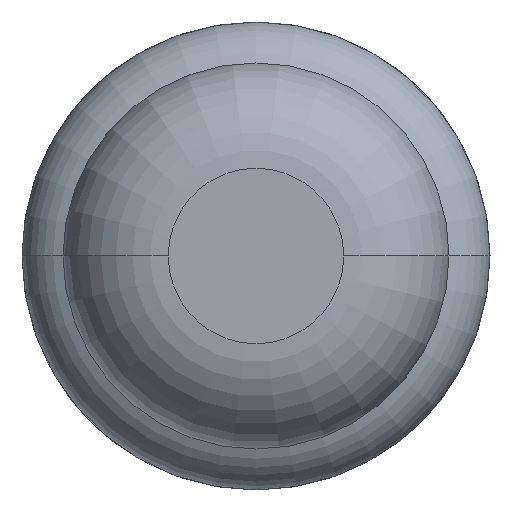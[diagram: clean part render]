
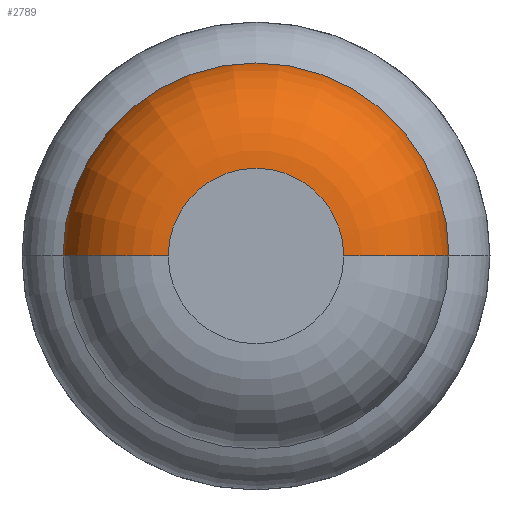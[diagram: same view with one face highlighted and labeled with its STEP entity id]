
A CAD part, front view. The second image highlights one B-rep face of the part: STEP entity #2789.
In plain terms, the highlighted toroidal (fillet/blend) face has major radius 0.375 mm and minor radius 0.45 mm.
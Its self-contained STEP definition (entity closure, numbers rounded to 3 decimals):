
#150 = AXIS2_PLACEMENT_3D ( 'NONE', #2748, #3158, #306 ) ;
#291 = VERTEX_POINT ( 'NONE', #2543 ) ;
#306 = DIRECTION ( 'NONE',  ( 1., 0., 0. ) ) ;
#423 = DIRECTION ( 'NONE',  ( 0., 0., -1. ) ) ;
#451 = AXIS2_PLACEMENT_3D ( 'NONE', #3752, #423, #4520 ) ;
#570 = EDGE_CURVE ( 'NONE', #2777, #4167, #4814, .T. ) ;
#804 = CARTESIAN_POINT ( 'NONE',  ( -0.375, -31.55, 0. ) ) ;
#1199 = ORIENTED_EDGE ( 'NONE', *, *, #2075, .T. ) ;
#1367 = EDGE_CURVE ( 'Defeature ausgef�hrt1_74+Defeature ausgef�hrt1_75+Defeature ausgef�hrt1_75+Defeature ausgef�hrt1_75', #2777, #291, #3417, .T. ) ;
#1494 = CARTESIAN_POINT ( 'NONE',  ( 0.825, -31.55, 0. ) ) ;
#1504 = CARTESIAN_POINT ( 'NONE',  ( 0., -32., 0. ) ) ;
#1539 = ORIENTED_EDGE ( 'NONE', *, *, #1367, .T. ) ;
#1669 = DIRECTION ( 'NONE',  ( 0., -1., 0. ) ) ;
#1732 = AXIS2_PLACEMENT_3D ( 'NONE', #1504, #4845, #4860 ) ;
#1903 = AXIS2_PLACEMENT_3D ( 'NONE', #4235, #1669, #4204 ) ;
#2075 = EDGE_CURVE ( 'NONE', #291, #4629, #2896, .T. ) ;
#2543 = CARTESIAN_POINT ( 'NONE',  ( -0.825, -31.55, 0. ) ) ;
#2549 = ORIENTED_EDGE ( 'NONE', *, *, #570, .F. ) ;
#2748 = CARTESIAN_POINT ( 'NONE',  ( 0., -31.55, 0. ) ) ;
#2777 = VERTEX_POINT ( 'NONE', #1494 ) ;
#2782 = ORIENTED_EDGE ( 'NONE', *, *, #4600, .F. ) ;
#2789 = ADVANCED_FACE ( 'Defeature ausgef�hrt1_74', ( #4484 ), #3372, .T. ) ;
#2896 = CIRCLE ( 'NONE', #5013, 0.45 ) ;
#3118 = CIRCLE ( 'NONE', #1732, 0.375 ) ;
#3158 = DIRECTION ( 'NONE',  ( 0., -1., 0. ) ) ;
#3198 = CARTESIAN_POINT ( 'NONE',  ( -0.375, -32., 0. ) ) ;
#3372 = TOROIDAL_SURFACE ( 'NONE', #150, 0.375, 0.45 ) ;
#3417 = CIRCLE ( 'NONE', #1903, 0.825 ) ;
#3440 = CARTESIAN_POINT ( 'NONE',  ( 0.375, -32., 0. ) ) ;
#3752 = CARTESIAN_POINT ( 'NONE',  ( 0.375, -31.55, 0. ) ) ;
#3854 = DIRECTION ( 'NONE',  ( 1., 0., 0. ) ) ;
#3872 = DIRECTION ( 'NONE',  ( 0., 0., 1. ) ) ;
#4167 = VERTEX_POINT ( 'NONE', #3440 ) ;
#4204 = DIRECTION ( 'NONE',  ( 1., 0., 0. ) ) ;
#4235 = CARTESIAN_POINT ( 'NONE',  ( 0., -31.55, 0. ) ) ;
#4484 = FACE_OUTER_BOUND ( 'NONE', #5404, .T. ) ;
#4520 = DIRECTION ( 'NONE',  ( -1., 0., 0. ) ) ;
#4600 = EDGE_CURVE ( 'Defeature ausgef�hrt1_73+Defeature ausgef�hrt1_74+Defeature ausgef�hrt1_74+Defeature ausgef�hrt1_74', #4167, #4629, #3118, .T. ) ;
#4629 = VERTEX_POINT ( 'NONE', #3198 ) ;
#4814 = CIRCLE ( 'NONE', #451, 0.45 ) ;
#4845 = DIRECTION ( 'NONE',  ( 0., -1., 0. ) ) ;
#4860 = DIRECTION ( 'NONE',  ( 1., 0., 0. ) ) ;
#5013 = AXIS2_PLACEMENT_3D ( 'NONE', #804, #3872, #3854 ) ;
#5404 = EDGE_LOOP ( 'NONE', ( #1539, #1199, #2782, #2549 ) ) ;
